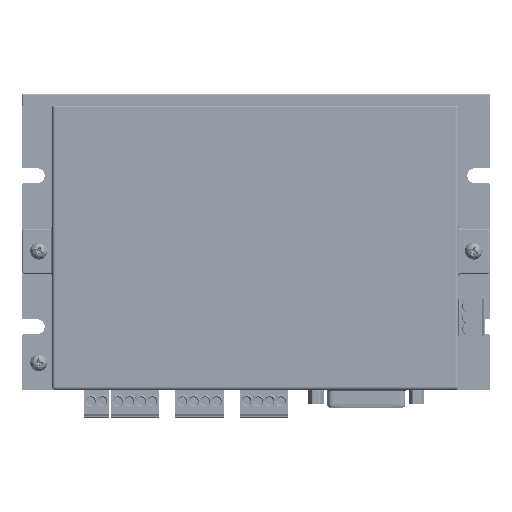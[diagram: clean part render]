
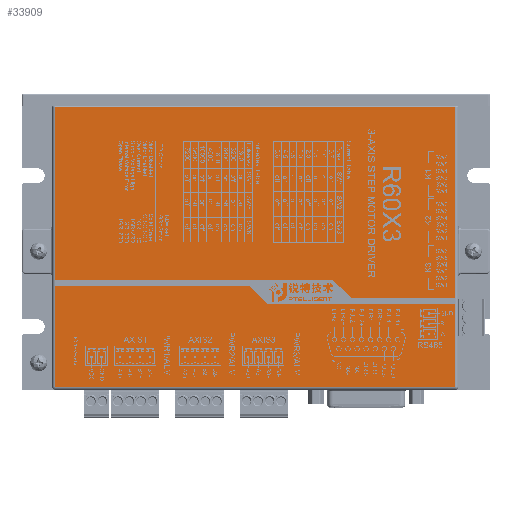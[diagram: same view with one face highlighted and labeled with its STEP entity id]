
A CAD part, top view. The second image highlights one B-rep face of the part: STEP entity #33909.
In plain terms, the highlighted planar face has unit normal (0, 0, 1).
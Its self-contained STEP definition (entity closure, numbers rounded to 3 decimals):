
#5393=DIRECTION('',(0.,-1.,0.));
#5394=VECTOR('',#5393,92.75);
#5395=CARTESIAN_POINT('',(-66.5,44.75,29.));
#5396=LINE('',#5395,#5394);
#7620=DIRECTION('',(0.,1.,0.));
#7621=VECTOR('',#7620,92.75);
#7622=CARTESIAN_POINT('',(66.,-48.,29.));
#7623=LINE('',#7622,#7621);
#7643=DIRECTION('',(1.,0.,0.));
#7644=VECTOR('',#7643,132.5);
#7645=CARTESIAN_POINT('',(-66.5,-48.,29.));
#7646=LINE('',#7645,#7644);
#7647=DIRECTION('',(-1.,0.,0.));
#7648=VECTOR('',#7647,132.5);
#7649=CARTESIAN_POINT('',(66.,44.75,29.));
#7650=LINE('',#7649,#7648);
#20109=CARTESIAN_POINT('',(66.,-48.,29.));
#20110=VERTEX_POINT('',#20109);
#20111=CARTESIAN_POINT('',(-66.5,-48.,29.));
#20112=VERTEX_POINT('',#20111);
#20113=CARTESIAN_POINT('',(-66.5,44.75,29.));
#20114=VERTEX_POINT('',#20113);
#20115=CARTESIAN_POINT('',(66.,44.75,29.));
#20116=VERTEX_POINT('',#20115);
#33897=CARTESIAN_POINT('',(-0.25,-1.625,29.));
#33898=DIRECTION('',(0.,0.,1.));
#33899=DIRECTION('',(1.,0.,0.));
#33900=AXIS2_PLACEMENT_3D('',#33897,#33898,#33899);
#33901=PLANE('',#33900);
#33903=ORIENTED_EDGE('',*,*,#33902,.F.);
#33904=ORIENTED_EDGE('',*,*,#33845,.F.);
#33905=ORIENTED_EDGE('',*,*,#33885,.F.);
#33906=ORIENTED_EDGE('',*,*,#28855,.F.);
#33907=EDGE_LOOP('',(#33903,#33904,#33905,#33906));
#33908=FACE_OUTER_BOUND('',#33907,.F.);
#33909=ADVANCED_FACE('',(#33908),#33901,.T.);
#28855=EDGE_CURVE('',#20114,#20112,#5396,.T.);
#33845=EDGE_CURVE('',#20110,#20116,#7623,.T.);
#33885=EDGE_CURVE('',#20112,#20110,#7646,.T.);
#33902=EDGE_CURVE('',#20116,#20114,#7650,.T.);
